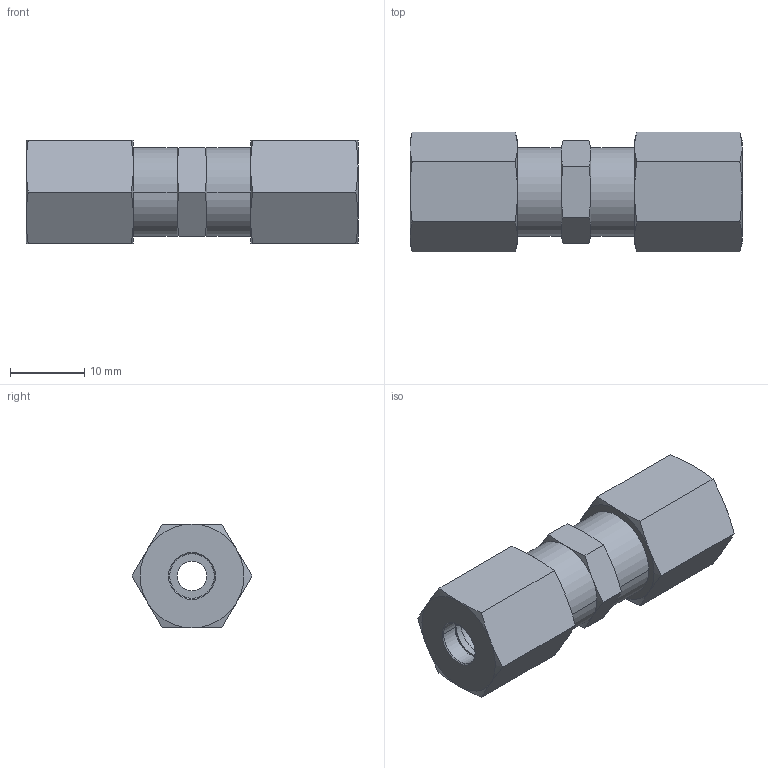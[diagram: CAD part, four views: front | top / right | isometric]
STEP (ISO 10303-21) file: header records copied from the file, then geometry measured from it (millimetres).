
FILE_DESCRIPTION((''),'2;1');
FILE_NAME('ILCM43000001','2009-07-23T',('mes'),(''),'PRO/ENGINEER BY PARAMETRIC TECHNOLOGY CORPORATION, 2007460','PRO/ENGINEER BY PARAMETRIC TECHNOLOGY CORPORATION, 2007460','');
FILE_SCHEMA(('AUTOMOTIVE_DESIGN_CC2 { 1 2 10303 214 -1 1 5 2 }'));
Length unit declared in the file: inch
Products named in the file (1): ILCM43000001
Bounding box: 44.8 x 16.17 x 14 mm (x, y, z)
Volume: 5320 mm3; surface area: 4166.9 mm2
Topology: 1 solids, 3 shells, 130 faces, 292 edges, 176 vertices
Faces by surface type: cone 68, plane 32, cylinder 30
Entity records: 5006 total; most frequent: CARTESIAN_POINT 1118, DIRECTION 608, ORIENTED_EDGE 584, EDGE_CURVE 292, AXIS2_PLACEMENT_3D 266, VERTEX_POINT 176, EDGE_LOOP 144, CIRCLE 136
